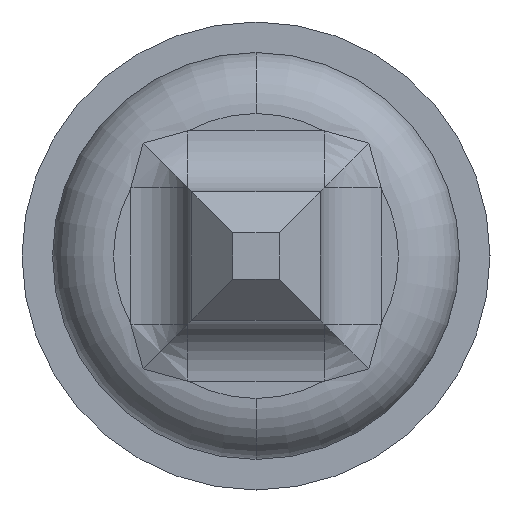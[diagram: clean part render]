
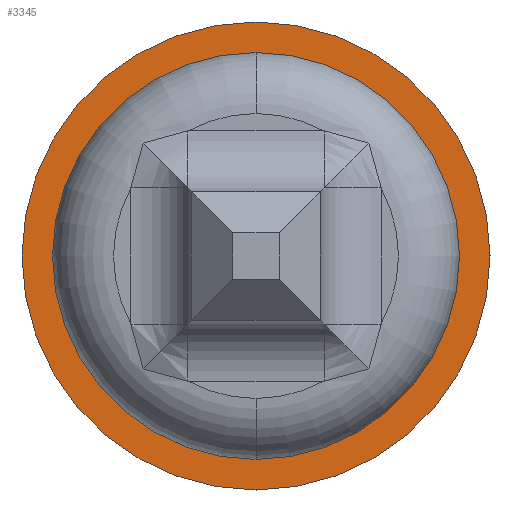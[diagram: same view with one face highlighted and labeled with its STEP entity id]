
A CAD part, front view. The second image highlights one B-rep face of the part: STEP entity #3345.
In plain terms, the highlighted planar face has unit normal (0, -1, 0).
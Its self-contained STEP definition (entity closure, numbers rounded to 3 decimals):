
#66 = VERTEX_POINT ( 'NONE', #2677 ) ;
#70 = DIRECTION ( 'NONE',  ( 0., -1., 0. ) ) ;
#142 = CARTESIAN_POINT ( 'NONE',  ( 0., -2., 0. ) ) ;
#146 = VERTEX_POINT ( 'NONE', #2280 ) ;
#166 = DIRECTION ( 'NONE',  ( 0., 0., 1. ) ) ;
#184 = AXIS2_PLACEMENT_3D ( 'NONE', #291, #1381, #4832 ) ;
#291 = CARTESIAN_POINT ( 'NONE',  ( 0., -2., 0. ) ) ;
#645 = AXIS2_PLACEMENT_3D ( 'NONE', #3062, #1950, #2313 ) ;
#873 = DIRECTION ( 'NONE',  ( 0., 0., -1. ) ) ;
#976 = VERTEX_POINT ( 'NONE', #3287 ) ;
#1126 = CIRCLE ( 'NONE', #2355, 1. ) ;
#1381 = DIRECTION ( 'NONE',  ( 0., 1., 0. ) ) ;
#1394 = EDGE_CURVE ( 'Defeature ausgef�hrt1_7+Defeature ausgef�hrt1_8+Defeature ausgef�hrt1_8+Defeature ausgef�hrt1_8', #66, #976, #1687, .T. ) ;
#1687 = CIRCLE ( 'NONE', #184, 1. ) ;
#1724 = AXIS2_PLACEMENT_3D ( 'NONE', #142, #3915, #2036 ) ;
#1854 = FACE_OUTER_BOUND ( 'NONE', #3433, .T. ) ;
#1936 = EDGE_LOOP ( 'NONE', ( #3811, #4305 ) ) ;
#1950 = DIRECTION ( 'NONE',  ( 0., 1., 0. ) ) ;
#2036 = DIRECTION ( 'NONE',  ( 0., 0., 1. ) ) ;
#2280 = CARTESIAN_POINT ( 'NONE',  ( 0., -2., 1.15 ) ) ;
#2303 = VERTEX_POINT ( 'NONE', #4519 ) ;
#2313 = DIRECTION ( 'NONE',  ( 0., 0., 1. ) ) ;
#2355 = AXIS2_PLACEMENT_3D ( 'NONE', #3549, #2831, #166 ) ;
#2612 = FACE_BOUND ( 'NONE', #1936, .T. ) ;
#2677 = CARTESIAN_POINT ( 'NONE',  ( 0., -2., 1. ) ) ;
#2831 = DIRECTION ( 'NONE',  ( 0., 1., 0. ) ) ;
#3062 = CARTESIAN_POINT ( 'NONE',  ( 0., -2., 0. ) ) ;
#3254 = EDGE_CURVE ( 'Defeature ausgef�hrt1_6+Defeature ausgef�hrt1_7+Defeature ausgef�hrt1_7+Defeature ausgef�hrt1_7', #146, #2303, #4503, .T. ) ;
#3287 = CARTESIAN_POINT ( 'NONE',  ( 0., -2., -1. ) ) ;
#3345 = ADVANCED_FACE ( 'Defeature ausgef�hrt1_7', ( #2612, #1854 ), #4275, .T. ) ;
#3433 = EDGE_LOOP ( 'NONE', ( #4101, #4038 ) ) ;
#3549 = CARTESIAN_POINT ( 'NONE',  ( 0., -2., 0. ) ) ;
#3811 = ORIENTED_EDGE ( 'NONE', *, *, #1394, .T. ) ;
#3835 = EDGE_CURVE ( 'Defeature ausgef�hrt1_7+Defeature ausgef�hrt1_8+Defeature ausgef�hrt1_8+Defeature ausgef�hrt1_8', #976, #66, #1126, .T. ) ;
#3915 = DIRECTION ( 'NONE',  ( 0., 1., 0. ) ) ;
#4038 = ORIENTED_EDGE ( 'NONE', *, *, #4677, .F. ) ;
#4101 = ORIENTED_EDGE ( 'NONE', *, *, #3254, .F. ) ;
#4275 = PLANE ( 'NONE',  #4897 ) ;
#4305 = ORIENTED_EDGE ( 'NONE', *, *, #3835, .T. ) ;
#4503 = CIRCLE ( 'NONE', #645, 1.15 ) ;
#4519 = CARTESIAN_POINT ( 'NONE',  ( 0., -2., -1.15 ) ) ;
#4604 = CARTESIAN_POINT ( 'NONE',  ( -1.15, -2., 0. ) ) ;
#4662 = CIRCLE ( 'NONE', #1724, 1.15 ) ;
#4677 = EDGE_CURVE ( 'Defeature ausgef�hrt1_6+Defeature ausgef�hrt1_7+Defeature ausgef�hrt1_7+Defeature ausgef�hrt1_7', #2303, #146, #4662, .T. ) ;
#4832 = DIRECTION ( 'NONE',  ( 0., 0., 1. ) ) ;
#4897 = AXIS2_PLACEMENT_3D ( 'NONE', #4604, #70, #873 ) ;
